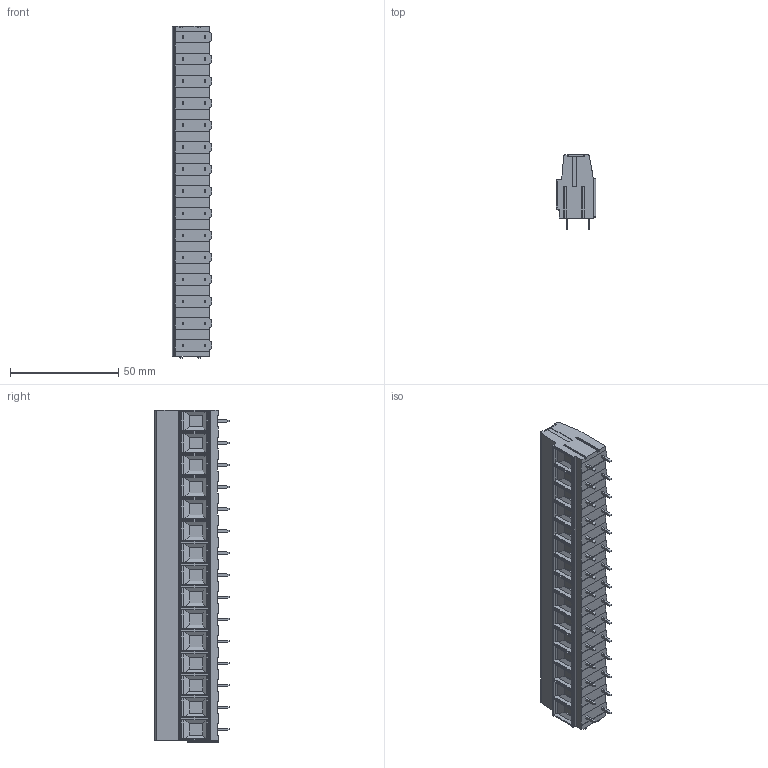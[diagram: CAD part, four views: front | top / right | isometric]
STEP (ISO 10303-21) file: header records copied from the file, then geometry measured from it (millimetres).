
FILE_DESCRIPTION((''),'2;1');
FILE_NAME('TL802','2024-12-06T',('yanfa'),(''),'PRO/ENGINEER BY PARAMETRIC TECHNOLOGY CORPORATION, 2009280','PRO/ENGINEER BY PARAMETRIC TECHNOLOGY CORPORATION, 2009280','');
FILE_SCHEMA(('AUTOMOTIVE_DESIGN_CC2 { 1 2 10303 214 -1 1 5 2 }'));
Length unit declared in the file: millimetre
Products named in the file (1): TL802
Bounding box: 18.4 x 34.3 x 153.15 mm (x, y, z)
Volume: 61424.5 mm3; surface area: 20531.6 mm2
Topology: 1 solids, 1 shells, 1309 faces, 3399 edges, 2196 vertices
Faces by surface type: plane 871, cylinder 348, cone 60, torus 30
Entity records: 39994 total; most frequent: CARTESIAN_POINT 7534, ORIENTED_EDGE 6798, DIRECTION 6593, EDGE_CURVE 3399, VECTOR 2523, LINE 2523, VERTEX_POINT 2196, AXIS2_PLACEMENT_3D 2035
